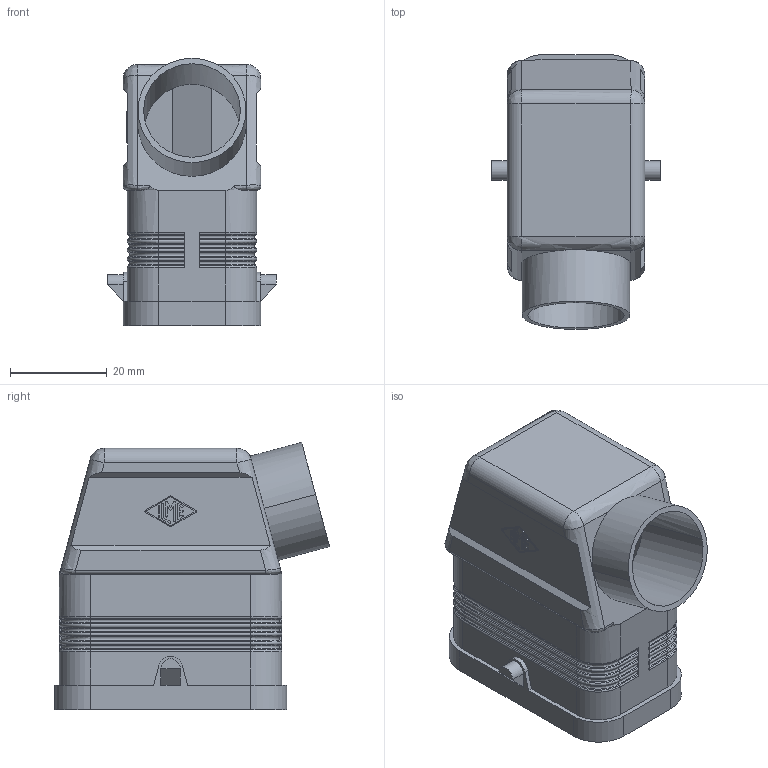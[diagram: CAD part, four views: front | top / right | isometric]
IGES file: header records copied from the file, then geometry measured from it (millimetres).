
Start section: Elysium IGES Interface
Global section: file name: 53HCQS_08_VA .igs; native system: SolidDesigner 16.00A  16-Aug-2008; preprocessor: CoCreate IGES_3D V2.2; author: Unknown; organization: Unknown; date: 20091218.114344; units: millimetre
Bounding box: 34.8 x 56.86 x 55.25 mm (x, y, z)
Volume: 19444.5 mm3; surface area: 17941.5 mm2
Topology: 1 solids, 1 shells, 379 faces, 915 edges, 548 vertices
Faces by surface type: bspline 379
